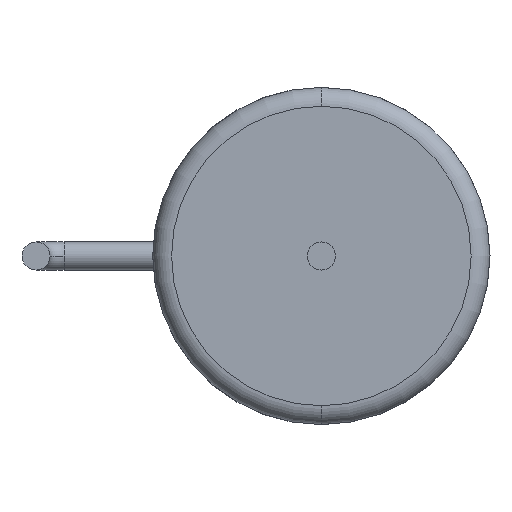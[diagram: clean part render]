
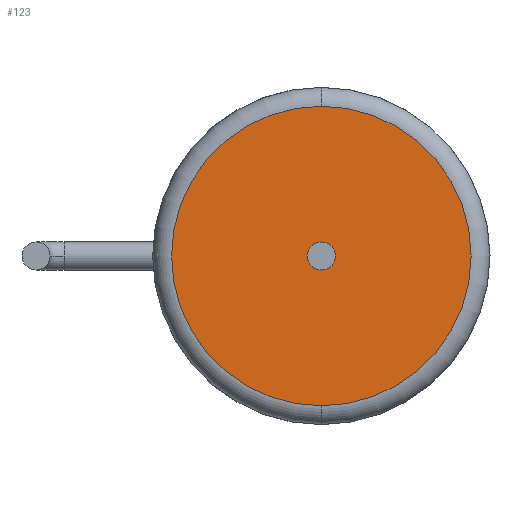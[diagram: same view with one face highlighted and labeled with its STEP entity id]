
A CAD part, front view. The second image highlights one B-rep face of the part: STEP entity #123.
In plain terms, the highlighted planar face has unit normal (0, -1, 0).
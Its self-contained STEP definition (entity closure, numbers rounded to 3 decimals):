
#20 = DIRECTION ( 'NONE',  ( 0., -1., 0. ) ) ;
#69 = ORIENTED_EDGE ( 'NONE', *, *, #414, .F. ) ;
#70 = DIRECTION ( 'NONE',  ( 0., 0., -1. ) ) ;
#123 = ADVANCED_FACE ( 'NONE', ( #250, #362 ), #928, .T. ) ;
#127 = DIRECTION ( 'NONE',  ( 0., -1., 0. ) ) ;
#186 = EDGE_CURVE ( 'NONE', #667, #317, #1053, .T. ) ;
#250 = FACE_BOUND ( 'NONE', #1139, .T. ) ;
#286 = CARTESIAN_POINT ( 'NONE',  ( 0., 0.5, 0. ) ) ;
#317 = VERTEX_POINT ( 'NONE', #1128 ) ;
#326 = CARTESIAN_POINT ( 'NONE',  ( 0., 0.5, 0. ) ) ;
#353 = CARTESIAN_POINT ( 'NONE',  ( 0., 0.5, 4. ) ) ;
#362 = FACE_OUTER_BOUND ( 'NONE', #1032, .T. ) ;
#364 = DIRECTION ( 'NONE',  ( 0., 0., -1. ) ) ;
#414 = EDGE_CURVE ( 'NONE', #576, #549, #856, .T. ) ;
#447 = EDGE_CURVE ( 'NONE', #317, #667, #871, .T. ) ;
#456 = DIRECTION ( 'NONE',  ( 0., 0., -1. ) ) ;
#463 = ORIENTED_EDGE ( 'NONE', *, *, #792, .F. ) ;
#489 = DIRECTION ( 'NONE',  ( 0., -1., 0. ) ) ;
#549 = VERTEX_POINT ( 'NONE', #878 ) ;
#576 = VERTEX_POINT ( 'NONE', #602 ) ;
#602 = CARTESIAN_POINT ( 'NONE',  ( 0., 0.5, -0.375 ) ) ;
#613 = AXIS2_PLACEMENT_3D ( 'NONE', #615, #1079, #985 ) ;
#615 = CARTESIAN_POINT ( 'NONE',  ( 0., 0.5, 0. ) ) ;
#636 = DIRECTION ( 'NONE',  ( 0., 0., -1. ) ) ;
#657 = CARTESIAN_POINT ( 'NONE',  ( 0., 0.5, 0. ) ) ;
#667 = VERTEX_POINT ( 'NONE', #353 ) ;
#726 = ORIENTED_EDGE ( 'NONE', *, *, #447, .T. ) ;
#738 = CARTESIAN_POINT ( 'NONE',  ( 4., 0.5, 0. ) ) ;
#746 = ORIENTED_EDGE ( 'NONE', *, *, #186, .T. ) ;
#751 = DIRECTION ( 'NONE',  ( 0., -1., 0. ) ) ;
#792 = EDGE_CURVE ( 'NONE', #549, #576, #1182, .T. ) ;
#827 = AXIS2_PLACEMENT_3D ( 'NONE', #326, #489, #70 ) ;
#856 = CIRCLE ( 'NONE', #827, 0.375 ) ;
#871 = CIRCLE ( 'NONE', #613, 4. ) ;
#875 = AXIS2_PLACEMENT_3D ( 'NONE', #738, #127, #364 ) ;
#878 = CARTESIAN_POINT ( 'NONE',  ( 0., 0.5, 0.375 ) ) ;
#928 = PLANE ( 'NONE',  #875 ) ;
#985 = DIRECTION ( 'NONE',  ( 0., 0., -1. ) ) ;
#1019 = AXIS2_PLACEMENT_3D ( 'NONE', #286, #20, #636 ) ;
#1032 = EDGE_LOOP ( 'NONE', ( #726, #746 ) ) ;
#1049 = AXIS2_PLACEMENT_3D ( 'NONE', #657, #751, #456 ) ;
#1053 = CIRCLE ( 'NONE', #1019, 4. ) ;
#1079 = DIRECTION ( 'NONE',  ( 0., -1., 0. ) ) ;
#1128 = CARTESIAN_POINT ( 'NONE',  ( 0., 0.5, -4. ) ) ;
#1139 = EDGE_LOOP ( 'NONE', ( #69, #463 ) ) ;
#1182 = CIRCLE ( 'NONE', #1049, 0.375 ) ;
